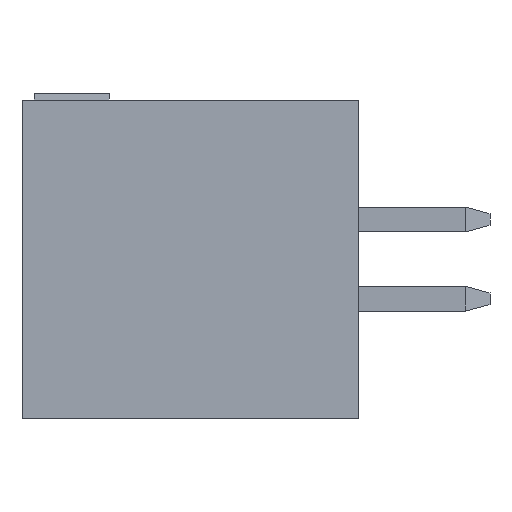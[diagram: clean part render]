
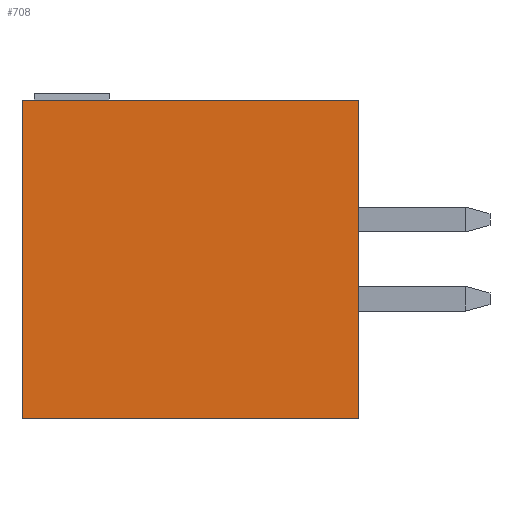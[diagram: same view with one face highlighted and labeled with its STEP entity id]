
A CAD part, left-side view. The second image highlights one B-rep face of the part: STEP entity #708.
In plain terms, the highlighted planar face has unit normal (-1, 0, 0).
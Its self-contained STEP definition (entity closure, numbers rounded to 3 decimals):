
#79 = VERTEX_POINT ( 'NONE', #4751 ) ;
#451 = ORIENTED_EDGE ( 'NONE', *, *, #489, .T. ) ;
#489 = EDGE_CURVE ( 'NONE', #79, #4555, #4923, .T. ) ;
#517 = CARTESIAN_POINT ( 'NONE',  ( -5.055, 0., -2.55 ) ) ;
#708 = ADVANCED_FACE ( 'NONE', ( #4730 ), #3650, .F. ) ;
#748 = VECTOR ( 'NONE', #3321, 1000. ) ;
#852 = VERTEX_POINT ( 'NONE', #2553 ) ;
#1023 = ORIENTED_EDGE ( 'NONE', *, *, #2277, .F. ) ;
#1200 = EDGE_CURVE ( 'NONE', #4555, #852, #2871, .T. ) ;
#1231 = ORIENTED_EDGE ( 'NONE', *, *, #3209, .F. ) ;
#1435 = DIRECTION ( 'NONE',  ( 0., -1., 0. ) ) ;
#1501 = DIRECTION ( 'NONE',  ( 0., 0., 1. ) ) ;
#1695 = DIRECTION ( 'NONE',  ( 0., 0., -1. ) ) ;
#1808 = CARTESIAN_POINT ( 'NONE',  ( -5.055, 5.4, -2.55 ) ) ;
#2277 = EDGE_CURVE ( 'NONE', #2490, #852, #4532, .T. ) ;
#2490 = VERTEX_POINT ( 'NONE', #3524 ) ;
#2553 = CARTESIAN_POINT ( 'NONE',  ( -5.055, 0., 2.55 ) ) ;
#2554 = VECTOR ( 'NONE', #1435, 1000. ) ;
#2673 = LINE ( 'NONE', #3510, #4829 ) ;
#2871 = LINE ( 'NONE', #2895, #4319 ) ;
#2895 = CARTESIAN_POINT ( 'NONE',  ( -5.055, 0., 2.55 ) ) ;
#3209 = EDGE_CURVE ( 'NONE', #79, #2490, #2673, .T. ) ;
#3212 = DIRECTION ( 'NONE',  ( 1., 0., 0. ) ) ;
#3321 = DIRECTION ( 'NONE',  ( 0., -1., 0. ) ) ;
#3510 = CARTESIAN_POINT ( 'NONE',  ( -5.055, 5.4, 2.55 ) ) ;
#3524 = CARTESIAN_POINT ( 'NONE',  ( -5.055, 5.4, 2.55 ) ) ;
#3534 = ORIENTED_EDGE ( 'NONE', *, *, #1200, .T. ) ;
#3650 = PLANE ( 'NONE',  #5037 ) ;
#3978 = DIRECTION ( 'NONE',  ( 0., 0., 1. ) ) ;
#4065 = CARTESIAN_POINT ( 'NONE',  ( -5.055, 5.4, 2.55 ) ) ;
#4319 = VECTOR ( 'NONE', #3978, 1000. ) ;
#4532 = LINE ( 'NONE', #4065, #748 ) ;
#4555 = VERTEX_POINT ( 'NONE', #517 ) ;
#4730 = FACE_OUTER_BOUND ( 'NONE', #5130, .T. ) ;
#4751 = CARTESIAN_POINT ( 'NONE',  ( -5.055, 5.4, -2.55 ) ) ;
#4829 = VECTOR ( 'NONE', #1501, 1000. ) ;
#4861 = CARTESIAN_POINT ( 'NONE',  ( -5.055, 5.4, 2.55 ) ) ;
#4923 = LINE ( 'NONE', #1808, #2554 ) ;
#5037 = AXIS2_PLACEMENT_3D ( 'NONE', #4861, #3212, #1695 ) ;
#5130 = EDGE_LOOP ( 'NONE', ( #3534, #1023, #1231, #451 ) ) ;
